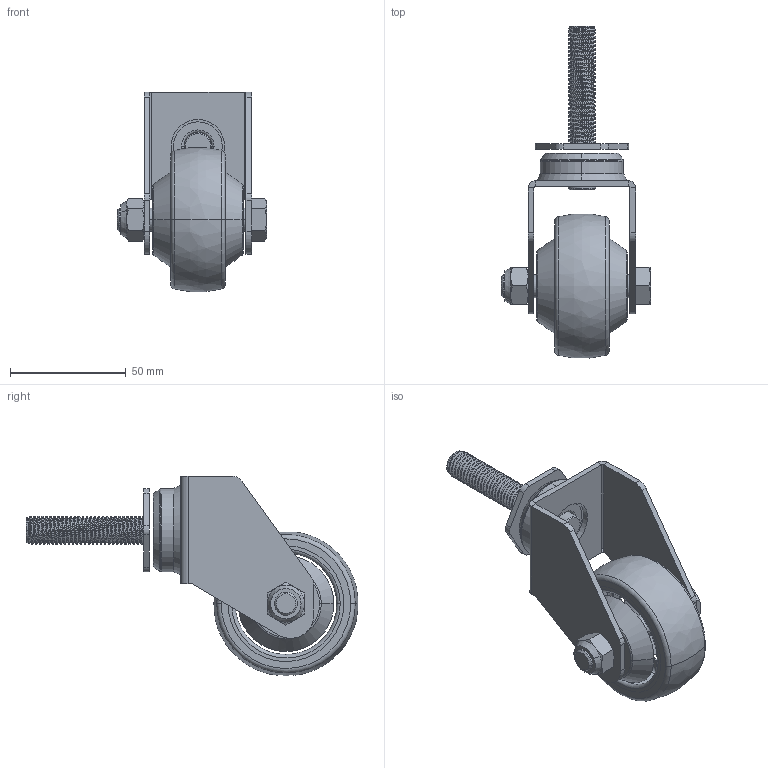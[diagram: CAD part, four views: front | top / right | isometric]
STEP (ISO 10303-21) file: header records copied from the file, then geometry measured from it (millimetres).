
FILE_DESCRIPTION((''),'2;1');
FILE_NAME('2','2025-10-07T13:07:08',('Administrator'),(''),'CREO PARAMETRIC BY PTC INC, 2023352','CREO PARAMETRIC BY PTC INC, 2023352','');
FILE_SCHEMA(('AUTOMOTIVE_DESIGN { 1 0 10303 214 1 1 1 1 }'));
Length unit declared in the file: millimetre
Products named in the file (1): 2
Bounding box: 64.4 x 143.36 x 86.1 mm (x, y, z)
Surface area: 36194.2 mm2 (no closed solid volume)
Topology: 0 solids, 18 shells, 211 faces, 570 edges, 374 vertices
Faces by surface type: cylinder 80, plane 56, bspline 32, cone 27, torus 16
Entity records: 15733 total; most frequent: CARTESIAN_POINT 9232, ORIENTED_EDGE 1042, DIRECTION 926, EDGE_CURVE 570, VERTEX_POINT 374, AXIS2_PLACEMENT_3D 365, EDGE_LOOP 229, FACE_OUTER_BOUND 211
